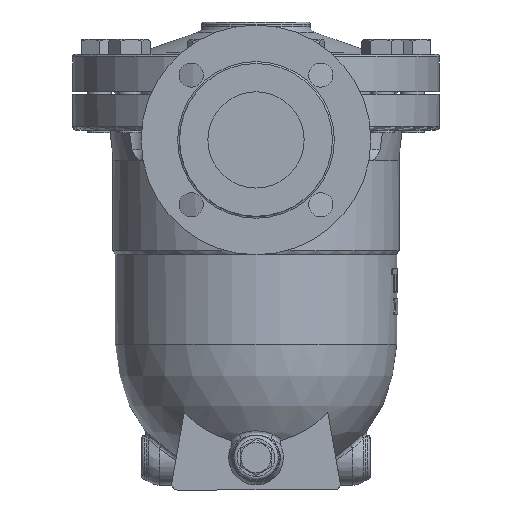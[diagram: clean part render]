
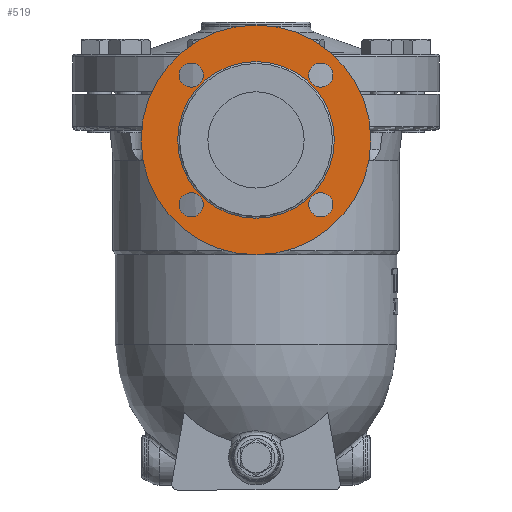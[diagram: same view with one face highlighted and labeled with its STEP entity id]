
A CAD part, left-side view. The second image highlights one B-rep face of the part: STEP entity #519.
In plain terms, the highlighted free-form (B-spline) face has degree [1, 1] with [2, 2] control points.
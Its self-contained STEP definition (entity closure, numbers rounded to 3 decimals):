
#433=CARTESIAN_POINT('',(-245.4,0.,27.1));
#434=VERTEX_POINT('',#433);
#435=CARTESIAN_POINT('',(-245.4,0.0,-38.));
#436=DIRECTION('',(-1.0,0.0,0.0));
#437=DIRECTION('',(0.0,0.0,-1.0));
#438=AXIS2_PLACEMENT_3D('',#435,#436,#437);
#439=CIRCLE('',#438,65.1);
#440=EDGE_CURVE('',#434,#434,#439,.T.);
#456=CARTESIAN_POINT('',(-245.4,95.5,57.5));
#457=CARTESIAN_POINT('',(-245.4,95.5,-133.5));
#458=CARTESIAN_POINT('',(-245.4,-95.5,57.5));
#459=CARTESIAN_POINT('',(-245.4,-95.5,-133.5));
#460=B_SPLINE_SURFACE_WITH_KNOTS('',1,1,((#456,#458),(#457,#459)),.UNSPECIFIED.,.F.,.F.,.U.,(2,2),(2,2),(0.0,191.0),(0.0,191.0),.UNSPECIFIED.);
#461=CARTESIAN_POINT('',(-245.4,0.0,57.5));
#462=VERTEX_POINT('',#461);
#463=CARTESIAN_POINT('',(-245.4,0.0,-38.));
#464=DIRECTION('',(-1.0,0.0,0.0));
#465=DIRECTION('',(0.0,0.0,1.0));
#466=AXIS2_PLACEMENT_3D('',#463,#464,#465);
#467=CIRCLE('',#466,95.5);
#468=EDGE_CURVE('',#462,#462,#467,.T.);
#469=ORIENTED_EDGE('',*,*,#468,.T.);
#470=EDGE_LOOP('',(#469));
#471=FACE_OUTER_BOUND('',#470,.T.);
#472=CARTESIAN_POINT('',(-245.4,53.882,5.882));
#473=VERTEX_POINT('',#472);
#474=CARTESIAN_POINT('',(-245.4,53.882,15.882));
#475=DIRECTION('',(1.0,0.0,0.0));
#476=DIRECTION('',(0.0,0.0,-1.0));
#477=AXIS2_PLACEMENT_3D('',#474,#475,#476);
#478=CIRCLE('',#477,10.0);
#479=EDGE_CURVE('',#473,#473,#478,.T.);
#480=ORIENTED_EDGE('',*,*,#479,.T.);
#481=EDGE_LOOP('',(#480));
#482=FACE_BOUND('',#481,.T.);
#483=CARTESIAN_POINT('',(-245.4,43.882,-91.882));
#484=VERTEX_POINT('',#483);
#485=CARTESIAN_POINT('',(-245.4,53.882,-91.882));
#486=DIRECTION('',(1.0,0.0,0.0));
#487=DIRECTION('',(0.0,-1.0,0.0));
#488=AXIS2_PLACEMENT_3D('',#485,#486,#487);
#489=CIRCLE('',#488,10.0);
#490=EDGE_CURVE('',#484,#484,#489,.T.);
#491=ORIENTED_EDGE('',*,*,#490,.T.);
#492=EDGE_LOOP('',(#491));
#493=FACE_BOUND('',#492,.T.);
#494=CARTESIAN_POINT('',(-245.4,-53.882,-81.882));
#495=VERTEX_POINT('',#494);
#496=CARTESIAN_POINT('',(-245.4,-53.882,-91.882));
#497=DIRECTION('',(1.0,0.0,0.0));
#498=DIRECTION('',(0.0,0.0,1.0));
#499=AXIS2_PLACEMENT_3D('',#496,#497,#498);
#500=CIRCLE('',#499,10.0);
#501=EDGE_CURVE('',#495,#495,#500,.T.);
#502=ORIENTED_EDGE('',*,*,#501,.T.);
#503=EDGE_LOOP('',(#502));
#504=FACE_BOUND('',#503,.T.);
#505=CARTESIAN_POINT('',(-245.4,-43.882,15.882));
#506=VERTEX_POINT('',#505);
#507=CARTESIAN_POINT('',(-245.4,-53.882,15.882));
#508=DIRECTION('',(1.0,0.0,0.0));
#509=DIRECTION('',(0.0,1.0,0.0));
#510=AXIS2_PLACEMENT_3D('',#507,#508,#509);
#511=CIRCLE('',#510,10.0);
#512=EDGE_CURVE('',#506,#506,#511,.T.);
#513=ORIENTED_EDGE('',*,*,#512,.T.);
#514=EDGE_LOOP('',(#513));
#515=FACE_BOUND('',#514,.T.);
#516=ORIENTED_EDGE('',*,*,#440,.F.);
#517=EDGE_LOOP('',(#516));
#518=FACE_BOUND('',#517,.T.);
#519=ADVANCED_FACE('',(#471,#482,#493,#504,#515,#518),#460,.T.);
